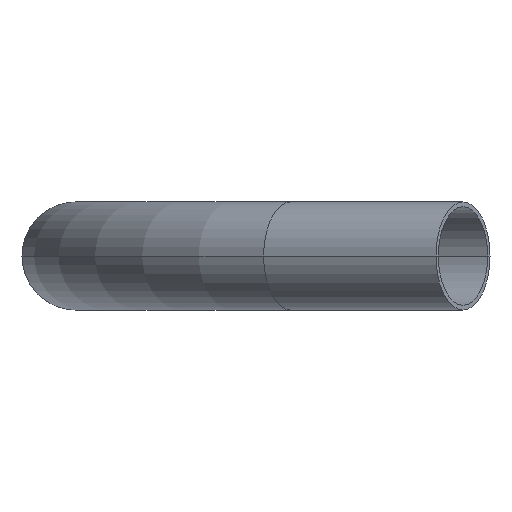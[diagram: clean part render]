
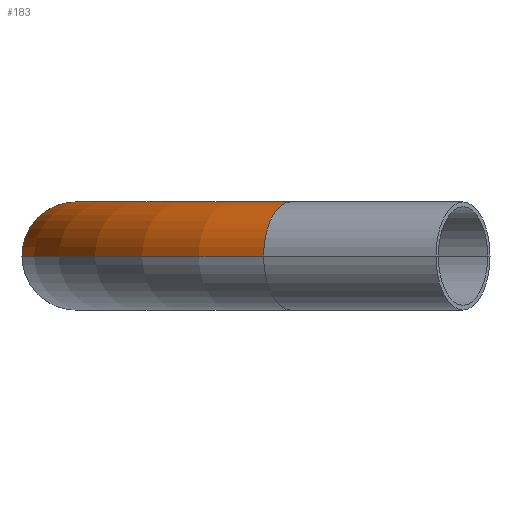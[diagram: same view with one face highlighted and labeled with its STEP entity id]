
A CAD part, front view. The second image highlights one B-rep face of the part: STEP entity #183.
In plain terms, the highlighted toroidal (fillet/blend) face has major radius 152.4 mm and minor radius 19.05 mm.
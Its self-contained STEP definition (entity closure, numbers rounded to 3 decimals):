
#4 = ORIENTED_EDGE ( 'NONE', *, *, #366, .F. ) ;
#15 = DIRECTION ( 'NONE',  ( 0.996, -0.087, 0. ) ) ;
#27 = CARTESIAN_POINT ( 'NONE',  ( -82.55, -101.982, 0. ) ) ;
#29 = DIRECTION ( 'NONE',  ( 0.866, -0.5, 0. ) ) ;
#30 = DIRECTION ( 'NONE',  ( 0.5, 0.866, 0. ) ) ;
#32 = DIRECTION ( 'NONE',  ( -0.087, -0.996, 0. ) ) ;
#35 = CIRCLE ( 'NONE', #148, 19.05 ) ;
#44 = FACE_OUTER_BOUND ( 'NONE', #312, .T. ) ;
#61 = VERTEX_POINT ( 'NONE', #349 ) ;
#74 = CARTESIAN_POINT ( 'NONE',  ( -139.193, 41.622, 0. ) ) ;
#75 = ORIENTED_EDGE ( 'NONE', *, *, #292, .T. ) ;
#90 = CARTESIAN_POINT ( 'NONE',  ( -177.148, 44.943, 0. ) ) ;
#99 = ORIENTED_EDGE ( 'NONE', *, *, #299, .F. ) ;
#100 = CIRCLE ( 'NONE', #162, 171.45 ) ;
#101 = CIRCLE ( 'NONE', #150, 19.05 ) ;
#110 = ORIENTED_EDGE ( 'NONE', *, *, #271, .T. ) ;
#117 = DIRECTION ( 'NONE',  ( 0., 0., 1. ) ) ;
#118 = CARTESIAN_POINT ( 'NONE',  ( -6.35, 30., 0. ) ) ;
#120 = AXIS2_PLACEMENT_3D ( 'NONE', #118, #117, #123 ) ;
#123 = DIRECTION ( 'NONE',  ( 1., 0., 0. ) ) ;
#146 = VERTEX_POINT ( 'NONE', #265 ) ;
#148 = AXIS2_PLACEMENT_3D ( 'NONE', #27, #29, #30 ) ;
#150 = AXIS2_PLACEMENT_3D ( 'NONE', #417, #32, #15 ) ;
#162 = AXIS2_PLACEMENT_3D ( 'NONE', #404, #405, #406 ) ;
#182 = CARTESIAN_POINT ( 'NONE',  ( -6.35, 30., 0. ) ) ;
#183 = ADVANCED_FACE ( 'NONE', ( #44 ), #414, .T. ) ;
#196 = DIRECTION ( 'NONE',  ( 0., 0., 1. ) ) ;
#265 = CARTESIAN_POINT ( 'NONE',  ( -73.025, -85.484, 0. ) ) ;
#271 = EDGE_CURVE ( 'NONE', #328, #61, #100, .T. ) ;
#292 = EDGE_CURVE ( 'NONE', #346, #328, #101, .T. ) ;
#295 = AXIS2_PLACEMENT_3D ( 'NONE', #182, #196, #383 ) ;
#299 = EDGE_CURVE ( 'NONE', #146, #61, #35, .T. ) ;
#302 = CIRCLE ( 'NONE', #120, 133.35 ) ;
#312 = EDGE_LOOP ( 'NONE', ( #75, #110, #99, #4 ) ) ;
#328 = VERTEX_POINT ( 'NONE', #90 ) ;
#346 = VERTEX_POINT ( 'NONE', #74 ) ;
#349 = CARTESIAN_POINT ( 'NONE',  ( -92.075, -118.48, 0. ) ) ;
#366 = EDGE_CURVE ( 'NONE', #346, #146, #302, .T. ) ;
#383 = DIRECTION ( 'NONE',  ( 1., 0., 0. ) ) ;
#404 = CARTESIAN_POINT ( 'NONE',  ( -6.35, 30., 0. ) ) ;
#405 = DIRECTION ( 'NONE',  ( 0., 0., 1. ) ) ;
#406 = DIRECTION ( 'NONE',  ( 1., 0., 0. ) ) ;
#414 = TOROIDAL_SURFACE ( 'NONE', #295, 152.4, 19.05 ) ;
#417 = CARTESIAN_POINT ( 'NONE',  ( -158.17, 43.283, 0. ) ) ;
